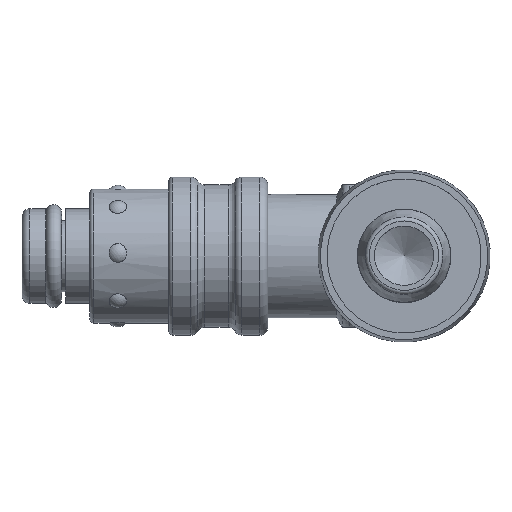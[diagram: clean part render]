
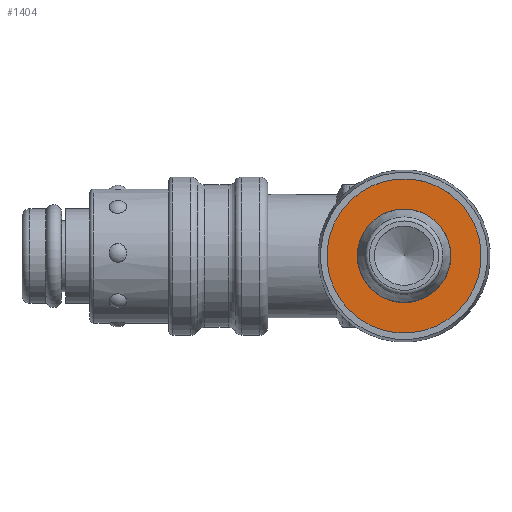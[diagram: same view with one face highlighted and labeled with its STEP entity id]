
A CAD part, top view. The second image highlights one B-rep face of the part: STEP entity #1404.
In plain terms, the highlighted planar face has unit normal (0, 0, 1).
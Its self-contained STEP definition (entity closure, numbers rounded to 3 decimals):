
#75=FACE_BOUND('',#246,.T.);
#96=PLANE('',#1517);
#154=FACE_OUTER_BOUND('',#245,.T.);
#245=EDGE_LOOP('',(#922));
#246=EDGE_LOOP('',(#923));
#463=CIRCLE('',#1518,9.75);
#464=CIRCLE('',#1519,5.525);
#582=VERTEX_POINT('',#2205);
#583=VERTEX_POINT('',#2207);
#716=EDGE_CURVE('',#582,#582,#463,.T.);
#717=EDGE_CURVE('',#583,#583,#464,.T.);
#922=ORIENTED_EDGE('',*,*,#716,.T.);
#923=ORIENTED_EDGE('',*,*,#717,.F.);
#1404=ADVANCED_FACE('',(#154,#75),#96,.F.);
#1517=AXIS2_PLACEMENT_3D('',#2204,#1738,#1739);
#1518=AXIS2_PLACEMENT_3D('',#2206,#1740,#1741);
#1519=AXIS2_PLACEMENT_3D('',#2208,#1742,#1743);
#1738=DIRECTION('center_axis',(0.,0.,
-1.));
#1739=DIRECTION('ref_axis',(0.418,-0.908,0.));
#1740=DIRECTION('center_axis',(0.,0.,
1.));
#1741=DIRECTION('ref_axis',(0.418,-0.908,0.));
#1742=DIRECTION('center_axis',(0.,0.,
1.));
#1743=DIRECTION('ref_axis',(1.,0.,0.));
#2204=CARTESIAN_POINT('Origin',(48.3,0.,9.5));
#2205=CARTESIAN_POINT('',(44.223,8.857,9.5));
#2206=CARTESIAN_POINT('Origin',(48.3,0.,9.5));
#2207=CARTESIAN_POINT('',(42.775,0.,9.5));
#2208=CARTESIAN_POINT('Origin',(48.3,0.,9.5));
